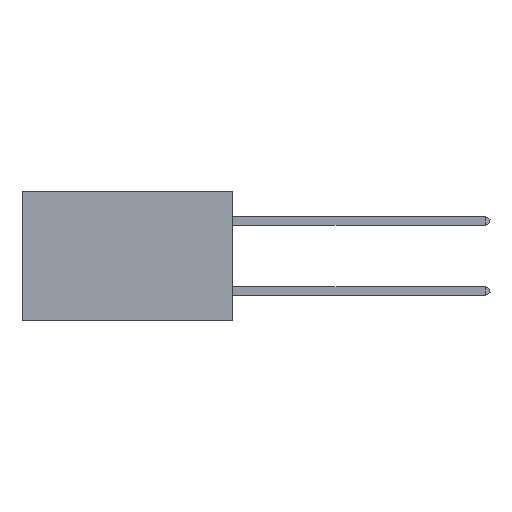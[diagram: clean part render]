
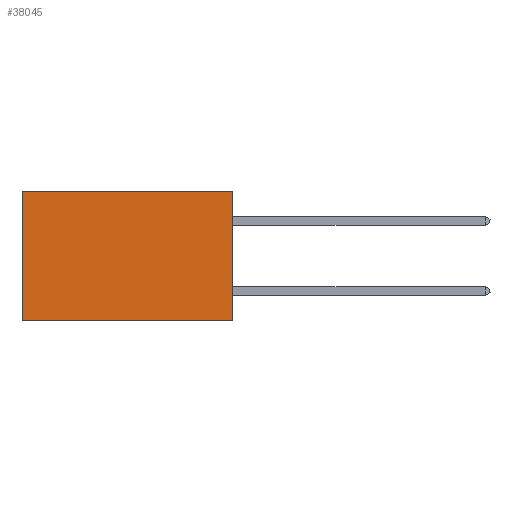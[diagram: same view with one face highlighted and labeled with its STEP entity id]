
A CAD part, left-side view. The second image highlights one B-rep face of the part: STEP entity #38045.
In plain terms, the highlighted planar face has unit normal (-1, 0, 0).
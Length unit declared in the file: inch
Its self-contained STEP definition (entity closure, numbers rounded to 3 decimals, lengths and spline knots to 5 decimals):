
#677 = LINE ( 'NONE', #25013, #4072 ) ;
#1757 = VERTEX_POINT ( 'NONE', #2933 ) ;
#2933 = CARTESIAN_POINT ( 'NONE',  ( 0.2875, 0., 0. ) ) ;
#3250 = DIRECTION ( 'NONE',  ( 0., 0., -1. ) ) ;
#3553 = ORIENTED_EDGE ( 'NONE', *, *, #23941, .F. ) ;
#4072 = VECTOR ( 'NONE', #17871, 39.37008 ) ;
#8194 = ORIENTED_EDGE ( 'NONE', *, *, #44678, .T. ) ;
#8213 = CARTESIAN_POINT ( 'NONE',  ( 0.2875, 0., 0. ) ) ;
#11247 = CARTESIAN_POINT ( 'NONE',  ( 0.2875, 0., -0.37 ) ) ;
#11621 = VERTEX_POINT ( 'NONE', #11247 ) ;
#11919 = CARTESIAN_POINT ( 'NONE',  ( 0.2875, 0.6, 0. ) ) ;
#13185 = VECTOR ( 'NONE', #28258, 39.37008 ) ;
#14298 = CARTESIAN_POINT ( 'NONE',  ( 0.2875, 0., 0. ) ) ;
#16729 = VECTOR ( 'NONE', #26402, 39.37008 ) ;
#17871 = DIRECTION ( 'NONE',  ( 0., 0., -1. ) ) ;
#18979 = LINE ( 'NONE', #8213, #16729 ) ;
#22598 = VERTEX_POINT ( 'NONE', #11919 ) ;
#23941 = EDGE_CURVE ( 'NONE', #11621, #45951, #39037, .T. ) ;
#25013 = CARTESIAN_POINT ( 'NONE',  ( 0.2875, 0., 0. ) ) ;
#26402 = DIRECTION ( 'NONE',  ( 0., 1., 0. ) ) ;
#26443 = EDGE_CURVE ( 'NONE', #1757, #22598, #18979, .T. ) ;
#28258 = DIRECTION ( 'NONE',  ( 0., 0., -1. ) ) ;
#29011 = LINE ( 'NONE', #46469, #13185 ) ;
#29397 = AXIS2_PLACEMENT_3D ( 'NONE', #14298, #39902, #3250 ) ;
#33656 = ORIENTED_EDGE ( 'NONE', *, *, #26443, .T. ) ;
#33873 = EDGE_LOOP ( 'NONE', ( #8194, #3553, #45102, #33656 ) ) ;
#34464 = FACE_OUTER_BOUND ( 'NONE', #33873, .T. ) ;
#35805 = PLANE ( 'NONE',  #29397 ) ;
#36770 = EDGE_CURVE ( 'NONE', #1757, #11621, #677, .T. ) ;
#38045 = ADVANCED_FACE ( 'NONE', ( #34464 ), #35805, .F. ) ;
#39037 = LINE ( 'NONE', #44973, #45867 ) ;
#39902 = DIRECTION ( 'NONE',  ( 1., 0., 0. ) ) ;
#44678 = EDGE_CURVE ( 'NONE', #22598, #45951, #29011, .T. ) ;
#44810 = DIRECTION ( 'NONE',  ( 0., 1., 0. ) ) ;
#44973 = CARTESIAN_POINT ( 'NONE',  ( 0.2875, 0., -0.37 ) ) ;
#45102 = ORIENTED_EDGE ( 'NONE', *, *, #36770, .F. ) ;
#45867 = VECTOR ( 'NONE', #44810, 39.37008 ) ;
#45951 = VERTEX_POINT ( 'NONE', #46464 ) ;
#46464 = CARTESIAN_POINT ( 'NONE',  ( 0.2875, 0.6, -0.37 ) ) ;
#46469 = CARTESIAN_POINT ( 'NONE',  ( 0.2875, 0.6, 0. ) ) ;
